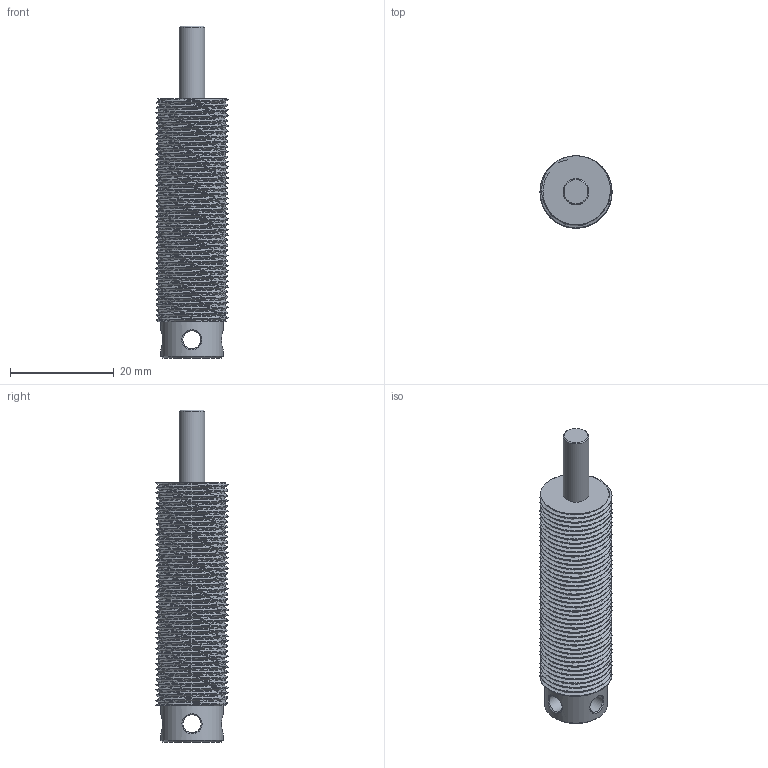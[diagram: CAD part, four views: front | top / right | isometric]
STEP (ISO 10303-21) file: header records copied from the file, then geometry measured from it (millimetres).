
FILE_DESCRIPTION(/* description */ (''),/* implementation_level */ '2;1');
FILE_NAME(/* name */ '162763e2-4aaa-4e34-9899-3c6bab458d19.stp',/* time_stamp */ '2020-11-20T09:15:06+00:00',/* author */ (''),/* organization */ (''),/* preprocessor_version */ 'ST-DEVELOPER v18.1',/* originating_system */ 'Autodesk Translation Framework v9.3.0.1241',/* authorisation */ '');
FILE_SCHEMA (('AUTOMOTIVE_DESIGN { 1 0 10303 214 3 1 1 }'));
Length unit declared in the file: millimetre
Products named in the file (1): KB08
Bounding box: 13.89 x 13.9 x 64 mm (x, y, z)
Volume: 6826.7 mm3; surface area: 3897.3 mm2
Topology: 1 solids, 1 shells, 104 faces, 307 edges, 204 vertices
Faces by surface type: cylinder 92, bspline 6, plane 4, cone 2
Full cylindrical faces by diameter (mm): 3.5 x2, 5 x1, 12 x1, 12.741 x41, 13.884 x41
Entity records: 12695 total; most frequent: CARTESIAN_POINT 10275, ORIENTED_EDGE 614, DIRECTION 317, EDGE_CURVE 307, VERTEX_POINT 204, B_SPLINE_CURVE_WITH_KNOTS 198, EDGE_LOOP 109, AXIS2_PLACEMENT_3D 109
